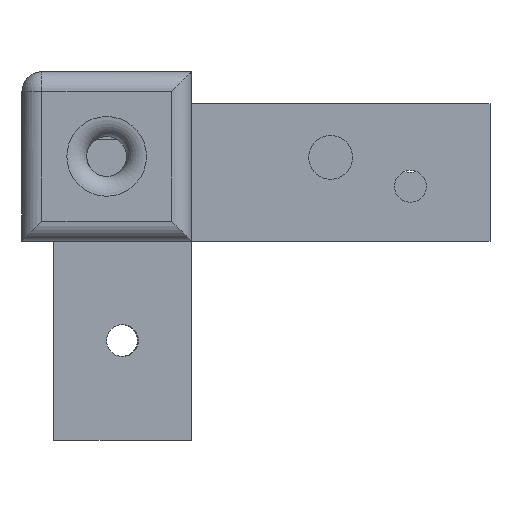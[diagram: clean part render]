
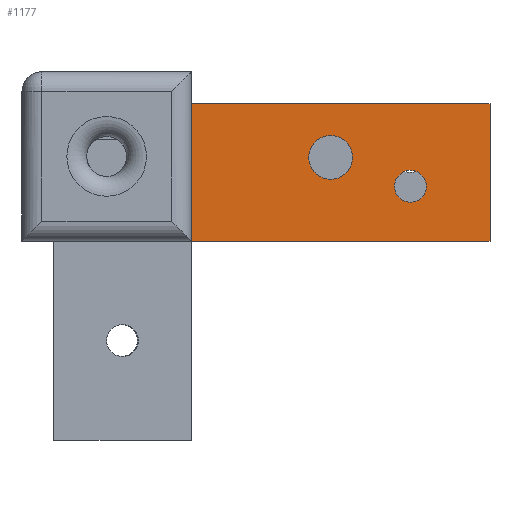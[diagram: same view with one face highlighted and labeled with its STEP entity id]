
A CAD part, front view. The second image highlights one B-rep face of the part: STEP entity #1177.
In plain terms, the highlighted planar face has unit normal (0, -1, 0).
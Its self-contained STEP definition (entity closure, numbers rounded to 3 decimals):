
#70=FACE_BOUND('',#240,.T.);
#71=FACE_BOUND('',#241,.T.);
#103=CIRCLE('',#1288,1.1);
#104=CIRCLE('',#1289,0.8);
#156=FACE_OUTER_BOUND('',#239,.T.);
#239=EDGE_LOOP('',(#977,#978,#979,#980));
#240=EDGE_LOOP('',(#981));
#241=EDGE_LOOP('',(#982));
#297=LINE('',#1750,#411);
#314=LINE('',#1801,#428);
#371=LINE('',#1951,#485);
#372=LINE('',#1952,#486);
#411=VECTOR('',#1380,15.);
#428=VECTOR('',#1423,6.9);
#485=VECTOR('',#1572,6.9);
#486=VECTOR('',#1573,15.);
#524=VERTEX_POINT('',#1747);
#525=VERTEX_POINT('',#1749);
#546=VERTEX_POINT('',#1800);
#593=VERTEX_POINT('',#1950);
#594=VERTEX_POINT('',#1953);
#595=VERTEX_POINT('',#1955);
#634=EDGE_CURVE('',#524,#525,#297,.T.);
#660=EDGE_CURVE('',#546,#525,#314,.T.);
#735=EDGE_CURVE('',#593,#524,#371,.T.);
#736=EDGE_CURVE('',#593,#546,#372,.T.);
#737=EDGE_CURVE('',#594,#594,#103,.T.);
#738=EDGE_CURVE('',#595,#595,#104,.T.);
#977=ORIENTED_EDGE('',*,*,#735,.F.);
#978=ORIENTED_EDGE('',*,*,#736,.T.);
#979=ORIENTED_EDGE('',*,*,#660,.T.);
#980=ORIENTED_EDGE('',*,*,#634,.F.);
#981=ORIENTED_EDGE('',*,*,#737,.T.);
#982=ORIENTED_EDGE('',*,*,#738,.T.);
#1134=PLANE('',#1287);
#1177=ADVANCED_FACE('',(#156,#70,#71),#1134,.F.);
#1287=AXIS2_PLACEMENT_3D('',#1949,#1570,#1571);
#1288=AXIS2_PLACEMENT_3D('',#1954,#1574,#1575);
#1289=AXIS2_PLACEMENT_3D('',#1956,#1576,#1577);
#1380=DIRECTION('',(-1.,0.,0.));
#1423=DIRECTION('',(0.,0.,-1.));
#1570=DIRECTION('center_axis',(0.,1.,0.));
#1571=DIRECTION('ref_axis',(0.,0.,1.));
#1572=DIRECTION('',(0.,0.,-1.));
#1573=DIRECTION('',(-1.,0.,0.));
#1574=DIRECTION('center_axis',(0.,1.,0.));
#1575=DIRECTION('ref_axis',(-1.,0.,0.));
#1576=DIRECTION('center_axis',(0.,1.,0.));
#1577=DIRECTION('ref_axis',(-1.,0.,0.));
#1747=CARTESIAN_POINT('',(23.5,-102.,0.));
#1749=CARTESIAN_POINT('',(8.5,-102.,0.));
#1750=CARTESIAN_POINT('',(23.5,-102.,0.));
#1800=CARTESIAN_POINT('',(8.5,-102.,6.9));
#1801=CARTESIAN_POINT('',(8.5,-102.,6.9));
#1949=CARTESIAN_POINT('Origin',(23.5,-102.,8.5));
#1950=CARTESIAN_POINT('',(23.5,-102.,6.9));
#1951=CARTESIAN_POINT('',(23.5,-102.,6.9));
#1952=CARTESIAN_POINT('',(23.5,-102.,6.9));
#1953=CARTESIAN_POINT('',(15.5,-102.,3.1));
#1954=CARTESIAN_POINT('Origin',(15.5,-102.,4.2));
#1955=CARTESIAN_POINT('',(19.5,-102.,1.95));
#1956=CARTESIAN_POINT('Origin',(19.5,-102.,2.75));
